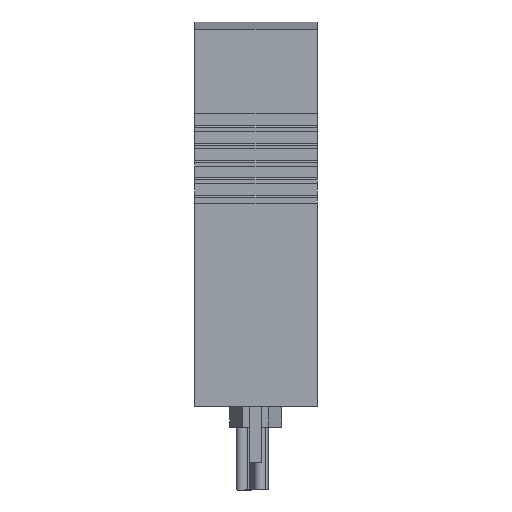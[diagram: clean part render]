
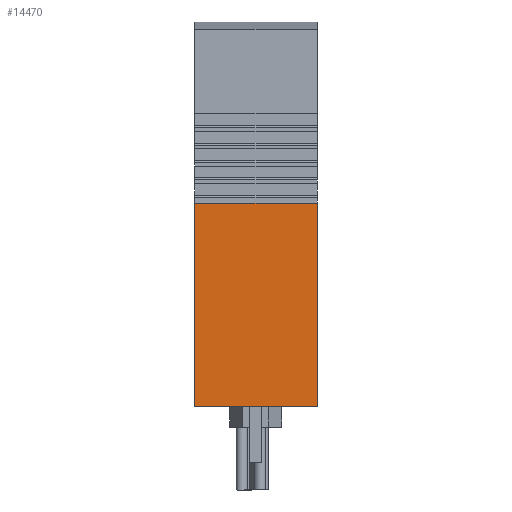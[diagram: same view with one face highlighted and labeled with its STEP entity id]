
A CAD part, front view. The second image highlights one B-rep face of the part: STEP entity #14470.
In plain terms, the highlighted face is planar.
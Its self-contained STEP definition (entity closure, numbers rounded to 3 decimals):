
#3730=CARTESIAN_POINT('',(-22.254,24.715,
20.25));
#3740=VERTEX_POINT('',#3730);
#3770=CARTESIAN_POINT('',(-22.254,-20.15,
20.25));
#3780=DIRECTION('',(0.,-1.,0.));
#3790=VECTOR('',#3780,1.);
#3800=LINE('',#3770,#3790);
#3810=CARTESIAN_POINT('',(-22.254,53.865,
20.25));
#3820=VERTEX_POINT('',#3810);
#3830=EDGE_CURVE('',#3820,#3740,#3800,.T.);
#7750=CARTESIAN_POINT('',(-22.254,53.865,
2.65));
#7760=VERTEX_POINT('',#7750);
#7880=CARTESIAN_POINT('',(-22.254,53.865,
7.15));
#7890=DIRECTION('',(0.,0.,-1.));
#7900=VECTOR('',#7890,1.);
#7910=LINE('',#7880,#7900);
#7920=EDGE_CURVE('',#3820,#7760,#7910,.T.);
#14240=CARTESIAN_POINT('',(-22.254,53.865,
38.15));
#14250=DIRECTION('',(-1.,0.,0.));
#14260=DIRECTION('',(0.,1.,0.));
#14270=AXIS2_PLACEMENT_3D('',#14240,#14250,#14260);
#14280=PLANE('',#14270);
#14290=CARTESIAN_POINT('',(-22.254,24.715,
22.02));
#14300=DIRECTION('',(0.,0.,-1.));
#14310=VECTOR('',#14300,1.);
#14320=LINE('',#14290,#14310);
#14330=CARTESIAN_POINT('',(-22.254,24.715,
2.65));
#14340=VERTEX_POINT('',#14330);
#14350=EDGE_CURVE('',#3740,#14340,#14320,.T.);
#14360=ORIENTED_EDGE('',*,*,#14350,.F.);
#14370=CARTESIAN_POINT('',(-22.254,-20.15,
2.65));
#14380=DIRECTION('',(0.,1.,0.));
#14390=VECTOR('',#14380,1.);
#14400=LINE('',#14370,#14390);
#14410=EDGE_CURVE('',#14340,#7760,#14400,.T.);
#14420=ORIENTED_EDGE('',*,*,#14410,.F.);
#14430=ORIENTED_EDGE('',*,*,#7920,.T.);
#14440=ORIENTED_EDGE('',*,*,#3830,.F.);
#14450=EDGE_LOOP('',(#14440,#14430,#14420,#14360));
#14460=FACE_OUTER_BOUND('',#14450,.T.);
#14470=ADVANCED_FACE('',(#14460),#14280,.T.);
